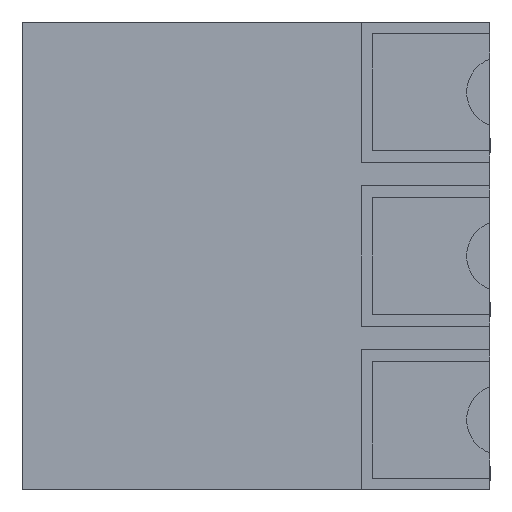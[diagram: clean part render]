
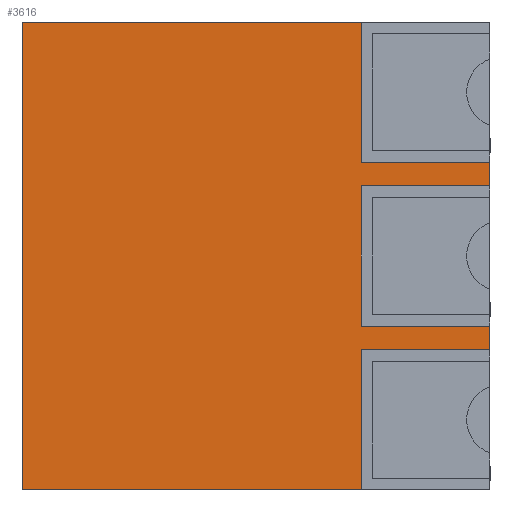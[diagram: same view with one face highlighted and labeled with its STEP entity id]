
A CAD part, left-side view. The second image highlights one B-rep face of the part: STEP entity #3616.
In plain terms, the highlighted planar face has unit normal (-1, 0, 0).
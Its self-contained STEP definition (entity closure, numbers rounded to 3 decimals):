
#5 = ORIENTED_EDGE ( 'NONE', *, *, #1492, .T. ) ;
#15 = VERTEX_POINT ( 'NONE', #270 ) ;
#20 = VERTEX_POINT ( 'NONE', #320 ) ;
#65 = EDGE_CURVE ( 'NONE', #2355, #3511, #654, .T. ) ;
#145 = ORIENTED_EDGE ( 'NONE', *, *, #154, .F. ) ;
#154 = EDGE_CURVE ( 'NONE', #2355, #3269, #1108, .T. ) ;
#197 = EDGE_CURVE ( 'NONE', #3878, #1594, #1350, .T. ) ;
#207 = EDGE_LOOP ( 'NONE', ( #3422, #1337, #5, #3796, #3762, #145, #3484, #3304, #3855, #3353, #2702, #3785 ) ) ;
#270 = CARTESIAN_POINT ( 'NONE',  ( -2.55, 0., 0.8 ) ) ;
#320 = CARTESIAN_POINT ( 'NONE',  ( -2.55, 0., -0.6 ) ) ;
#417 = LINE ( 'NONE', #418, #419 ) ;
#418 = CARTESIAN_POINT ( 'NONE',  ( -2.55, 1.1, -0.6 ) ) ;
#419 = VECTOR ( 'NONE', #420, 1000. ) ;
#420 = DIRECTION ( 'NONE',  ( 0., 0., 1. ) ) ;
#473 = CARTESIAN_POINT ( 'NONE',  ( -2.55, 1.1, -2. ) ) ;
#564 = FACE_OUTER_BOUND ( 'NONE', #207, .T. ) ;
#565 = PLANE ( 'NONE',  #566 ) ;
#566 = AXIS2_PLACEMENT_3D ( 'NONE', #567, #569, #570 ) ;
#567 = CARTESIAN_POINT ( 'NONE',  ( -2.55, 0., -2. ) ) ;
#569 = DIRECTION ( 'NONE',  ( -1., 0., 0. ) ) ;
#570 = DIRECTION ( 'NONE',  ( 0., 1., 0. ) ) ;
#577 = CARTESIAN_POINT ( 'NONE',  ( -2.55, 1.1, 0.8 ) ) ;
#654 = LINE ( 'NONE', #656, #657 ) ;
#656 = CARTESIAN_POINT ( 'NONE',  ( -2.55, 1.1, -2. ) ) ;
#657 = VECTOR ( 'NONE', #658, 1000. ) ;
#658 = DIRECTION ( 'NONE',  ( 0., 0., 1. ) ) ;
#949 = LINE ( 'NONE', #950, #951 ) ;
#950 = CARTESIAN_POINT ( 'NONE',  ( -2.55, 4., -2. ) ) ;
#951 = VECTOR ( 'NONE', #952, 1000. ) ;
#952 = DIRECTION ( 'NONE',  ( 0., 0., 1. ) ) ;
#1108 = LINE ( 'NONE', #1109, #1110 ) ;
#1109 = CARTESIAN_POINT ( 'NONE',  ( -2.55, 0., -2. ) ) ;
#1110 = VECTOR ( 'NONE', #1111, 1000. ) ;
#1111 = DIRECTION ( 'NONE',  ( 0., 1., 0. ) ) ;
#1113 = CARTESIAN_POINT ( 'NONE',  ( -2.55, 0., 0.6 ) ) ;
#1337 = ORIENTED_EDGE ( 'NONE', *, *, #3768, .T. ) ;
#1350 = LINE ( 'NONE', #1351, #1352 ) ;
#1351 = CARTESIAN_POINT ( 'NONE',  ( -2.55, 4., 2. ) ) ;
#1352 = VECTOR ( 'NONE', #1353, 1000. ) ;
#1353 = DIRECTION ( 'NONE',  ( 0., -1., 0. ) ) ;
#1492 = EDGE_CURVE ( 'NONE', #2452, #1594, #2784, .T. ) ;
#1594 = VERTEX_POINT ( 'NONE', #2830 ) ;
#1614 = LINE ( 'NONE', #1615, #1616 ) ;
#1615 = CARTESIAN_POINT ( 'NONE',  ( -2.55, 0., 0.8 ) ) ;
#1616 = VECTOR ( 'NONE', #1617, 1000. ) ;
#1617 = DIRECTION ( 'NONE',  ( 0., 1., 0. ) ) ;
#1645 = LINE ( 'NONE', #1646, #1647 ) ;
#1646 = CARTESIAN_POINT ( 'NONE',  ( -2.55, 0., 0.6 ) ) ;
#1647 = VECTOR ( 'NONE', #1648, 1000. ) ;
#1648 = DIRECTION ( 'NONE',  ( 0., -1., 0. ) ) ;
#1742 = CARTESIAN_POINT ( 'NONE',  ( -2.55, 4., -2. ) ) ;
#1985 = LINE ( 'NONE', #1986, #1987 ) ;
#1986 = CARTESIAN_POINT ( 'NONE',  ( -2.55, 0., -0.8 ) ) ;
#1987 = VECTOR ( 'NONE', #1988, 1000. ) ;
#1988 = DIRECTION ( 'NONE',  ( 0., -1., 0. ) ) ;
#1989 = CARTESIAN_POINT ( 'NONE',  ( -2.55, 1.1, 0.6 ) ) ;
#2017 = CARTESIAN_POINT ( 'NONE',  ( -2.55, 0., -0.8 ) ) ;
#2279 = LINE ( 'NONE', #2280, #2281 ) ;
#2280 = CARTESIAN_POINT ( 'NONE',  ( -2.55, 0., 2. ) ) ;
#2281 = VECTOR ( 'NONE', #2282, 1000. ) ;
#2282 = DIRECTION ( 'NONE',  ( 0., 0., -1. ) ) ;
#2349 = LINE ( 'NONE', #2350, #2351 ) ;
#2350 = CARTESIAN_POINT ( 'NONE',  ( -2.55, 0., -0.6 ) ) ;
#2351 = VECTOR ( 'NONE', #2352, 1000. ) ;
#2352 = DIRECTION ( 'NONE',  ( 0., 1., 0. ) ) ;
#2355 = VERTEX_POINT ( 'NONE', #473 ) ;
#2421 = CARTESIAN_POINT ( 'NONE',  ( -2.55, 1.1, -0.6 ) ) ;
#2452 = VERTEX_POINT ( 'NONE', #577 ) ;
#2702 = ORIENTED_EDGE ( 'NONE', *, *, #3600, .T. ) ;
#2784 = LINE ( 'NONE', #2785, #2786 ) ;
#2785 = CARTESIAN_POINT ( 'NONE',  ( -2.55, 1.1, 0.8 ) ) ;
#2786 = VECTOR ( 'NONE', #2787, 1000. ) ;
#2787 = DIRECTION ( 'NONE',  ( 0., 0., 1. ) ) ;
#2807 = CARTESIAN_POINT ( 'NONE',  ( -2.55, 4., 2. ) ) ;
#2830 = CARTESIAN_POINT ( 'NONE',  ( -2.55, 1.1, 2. ) ) ;
#2884 = CARTESIAN_POINT ( 'NONE',  ( -2.55, 1.1, -0.8 ) ) ;
#2938 = LINE ( 'NONE', #2939, #2940 ) ;
#2939 = CARTESIAN_POINT ( 'NONE',  ( -2.55, 0., 2. ) ) ;
#2940 = VECTOR ( 'NONE', #2944, 1000. ) ;
#2944 = DIRECTION ( 'NONE',  ( 0., 0., -1. ) ) ;
#3149 = VERTEX_POINT ( 'NONE', #1113 ) ;
#3259 = EDGE_CURVE ( 'NONE', #3329, #3149, #1645, .T. ) ;
#3269 = VERTEX_POINT ( 'NONE', #1742 ) ;
#3304 = ORIENTED_EDGE ( 'NONE', *, *, #3328, .T. ) ;
#3328 = EDGE_CURVE ( 'NONE', #3511, #3802, #1985, .T. ) ;
#3329 = VERTEX_POINT ( 'NONE', #1989 ) ;
#3353 = ORIENTED_EDGE ( 'NONE', *, *, #3837, .T. ) ;
#3380 = EDGE_CURVE ( 'NONE', #15, #3149, #2279, .T. ) ;
#3422 = ORIENTED_EDGE ( 'NONE', *, *, #3380, .F. ) ;
#3484 = ORIENTED_EDGE ( 'NONE', *, *, #65, .T. ) ;
#3511 = VERTEX_POINT ( 'NONE', #2884 ) ;
#3533 = EDGE_CURVE ( 'NONE', #20, #3802, #2938, .T. ) ;
#3600 = EDGE_CURVE ( 'NONE', #3844, #3329, #417, .T. ) ;
#3616 = ADVANCED_FACE ( 'NONE', ( #564 ), #565, .T. ) ;
#3687 = EDGE_CURVE ( 'NONE', #3269, #3878, #949, .T. ) ;
#3762 = ORIENTED_EDGE ( 'NONE', *, *, #3687, .F. ) ;
#3768 = EDGE_CURVE ( 'NONE', #15, #2452, #1614, .T. ) ;
#3785 = ORIENTED_EDGE ( 'NONE', *, *, #3259, .T. ) ;
#3796 = ORIENTED_EDGE ( 'NONE', *, *, #197, .F. ) ;
#3802 = VERTEX_POINT ( 'NONE', #2017 ) ;
#3837 = EDGE_CURVE ( 'NONE', #20, #3844, #2349, .T. ) ;
#3844 = VERTEX_POINT ( 'NONE', #2421 ) ;
#3855 = ORIENTED_EDGE ( 'NONE', *, *, #3533, .F. ) ;
#3878 = VERTEX_POINT ( 'NONE', #2807 ) ;
